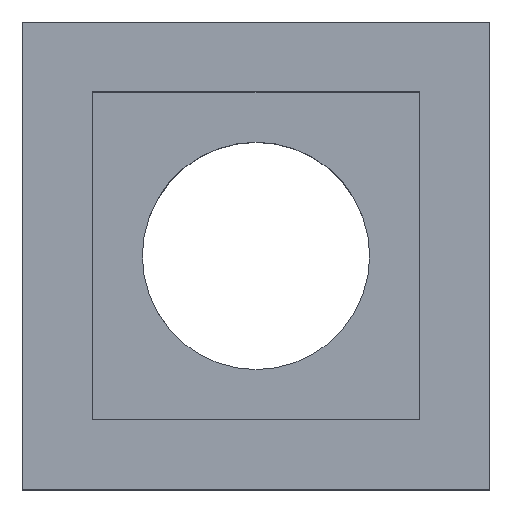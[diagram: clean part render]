
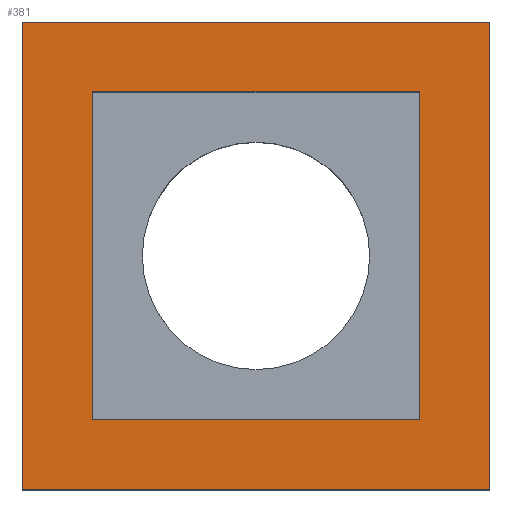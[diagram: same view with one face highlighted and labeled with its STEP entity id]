
A CAD part, top view. The second image highlights one B-rep face of the part: STEP entity #381.
In plain terms, the highlighted face is planar.
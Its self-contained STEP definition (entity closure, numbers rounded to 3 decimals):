
#23 = EDGE_CURVE ( 'NONE', #911, #167, #287, .T. ) ;
#29 = CARTESIAN_POINT ( 'NONE',  ( 0., -25.4, -25.4 ) ) ;
#36 = EDGE_LOOP ( 'NONE', ( #1306, #1377, #795, #143 ) ) ;
#46 = LINE ( 'NONE', #148, #732 ) ;
#63 = VECTOR ( 'NONE', #999, 1000. ) ;
#73 = CARTESIAN_POINT ( 'NONE',  ( 0., 26.416, -25.4 ) ) ;
#82 = CARTESIAN_POINT ( 'NONE',  ( 0., 25.4, 26.416 ) ) ;
#143 = ORIENTED_EDGE ( 'NONE', *, *, #1441, .T. ) ;
#148 = CARTESIAN_POINT ( 'NONE',  ( 0., -25.4, -26.416 ) ) ;
#167 = VERTEX_POINT ( 'NONE', #1321 ) ;
#205 = CARTESIAN_POINT ( 'NONE',  ( 0., -26.416, 17.8 ) ) ;
#213 = CARTESIAN_POINT ( 'NONE',  ( 0., 17.8, -17.8 ) ) ;
#251 = AXIS2_PLACEMENT_3D ( 'NONE', #1606, #549, #695 ) ;
#252 = DIRECTION ( 'NONE',  ( 0., 0., 1. ) ) ;
#287 = LINE ( 'NONE', #1276, #654 ) ;
#306 = ORIENTED_EDGE ( 'NONE', *, *, #1298, .F. ) ;
#320 = VERTEX_POINT ( 'NONE', #1017 ) ;
#334 = LINE ( 'NONE', #824, #1408 ) ;
#338 = VECTOR ( 'NONE', #349, 1000. ) ;
#349 = DIRECTION ( 'NONE',  ( 0., 0., 1. ) ) ;
#379 = CARTESIAN_POINT ( 'NONE',  ( 0., 25.4, -25.4 ) ) ;
#381 = ADVANCED_FACE ( 'NONE', ( #1468, #1185 ), #574, .T. ) ;
#402 = DIRECTION ( 'NONE',  ( 0., -1., 0. ) ) ;
#423 = EDGE_CURVE ( 'NONE', #1439, #1283, #334, .T. ) ;
#471 = ORIENTED_EDGE ( 'NONE', *, *, #23, .F. ) ;
#549 = DIRECTION ( 'NONE',  ( -1., 0., 0. ) ) ;
#550 = EDGE_CURVE ( 'NONE', #1320, #1045, #1454, .T. ) ;
#562 = DIRECTION ( 'NONE',  ( 0., 1., 0. ) ) ;
#574 = PLANE ( 'NONE',  #251 ) ;
#654 = VECTOR ( 'NONE', #402, 1000. ) ;
#695 = DIRECTION ( 'NONE',  ( 0., 0., 1. ) ) ;
#732 = VECTOR ( 'NONE', #1555, 1000. ) ;
#795 = ORIENTED_EDGE ( 'NONE', *, *, #1076, .T. ) ;
#804 = DIRECTION ( 'NONE',  ( 0., 0., -1. ) ) ;
#810 = ORIENTED_EDGE ( 'NONE', *, *, #1365, .F. ) ;
#814 = LINE ( 'NONE', #82, #338 ) ;
#824 = CARTESIAN_POINT ( 'NONE',  ( 0., -17.8, -26.416 ) ) ;
#834 = CARTESIAN_POINT ( 'NONE',  ( 0., 25.4, 25.4 ) ) ;
#883 = EDGE_CURVE ( 'NONE', #320, #1439, #1098, .T. ) ;
#911 = VERTEX_POINT ( 'NONE', #834 ) ;
#949 = VERTEX_POINT ( 'NONE', #213 ) ;
#974 = CARTESIAN_POINT ( 'NONE',  ( 0., 17.8, -26.416 ) ) ;
#985 = DIRECTION ( 'NONE',  ( 0., -1., 0. ) ) ;
#999 = DIRECTION ( 'NONE',  ( 0., 1., 0. ) ) ;
#1003 = VECTOR ( 'NONE', #562, 1000. ) ;
#1017 = CARTESIAN_POINT ( 'NONE',  ( 0., 17.8, 17.8 ) ) ;
#1025 = CARTESIAN_POINT ( 'NONE',  ( 0., -26.416, -17.8 ) ) ;
#1031 = VECTOR ( 'NONE', #985, 1000. ) ;
#1040 = EDGE_LOOP ( 'NONE', ( #306, #471, #810, #1503 ) ) ;
#1045 = VERTEX_POINT ( 'NONE', #379 ) ;
#1046 = CARTESIAN_POINT ( 'NONE',  ( 0., -17.8, -17.8 ) ) ;
#1076 = EDGE_CURVE ( 'NONE', #1283, #949, #1261, .T. ) ;
#1098 = LINE ( 'NONE', #205, #1031 ) ;
#1101 = CARTESIAN_POINT ( 'NONE',  ( 0., -17.8, 17.8 ) ) ;
#1126 = LINE ( 'NONE', #974, #1145 ) ;
#1145 = VECTOR ( 'NONE', #252, 1000. ) ;
#1185 = FACE_OUTER_BOUND ( 'NONE', #1040, .T. ) ;
#1261 = LINE ( 'NONE', #1025, #63 ) ;
#1276 = CARTESIAN_POINT ( 'NONE',  ( 0., -26.416, 25.4 ) ) ;
#1283 = VERTEX_POINT ( 'NONE', #1046 ) ;
#1298 = EDGE_CURVE ( 'NONE', #167, #1320, #46, .T. ) ;
#1306 = ORIENTED_EDGE ( 'NONE', *, *, #883, .T. ) ;
#1320 = VERTEX_POINT ( 'NONE', #29 ) ;
#1321 = CARTESIAN_POINT ( 'NONE',  ( 0., -25.4, 25.4 ) ) ;
#1365 = EDGE_CURVE ( 'NONE', #1045, #911, #814, .T. ) ;
#1377 = ORIENTED_EDGE ( 'NONE', *, *, #423, .T. ) ;
#1408 = VECTOR ( 'NONE', #804, 1000. ) ;
#1439 = VERTEX_POINT ( 'NONE', #1101 ) ;
#1441 = EDGE_CURVE ( 'NONE', #949, #320, #1126, .T. ) ;
#1454 = LINE ( 'NONE', #73, #1003 ) ;
#1468 = FACE_BOUND ( 'NONE', #36, .T. ) ;
#1503 = ORIENTED_EDGE ( 'NONE', *, *, #550, .F. ) ;
#1555 = DIRECTION ( 'NONE',  ( 0., 0., -1. ) ) ;
#1606 = CARTESIAN_POINT ( 'NONE',  ( 0., -26.416, -26.416 ) ) ;
